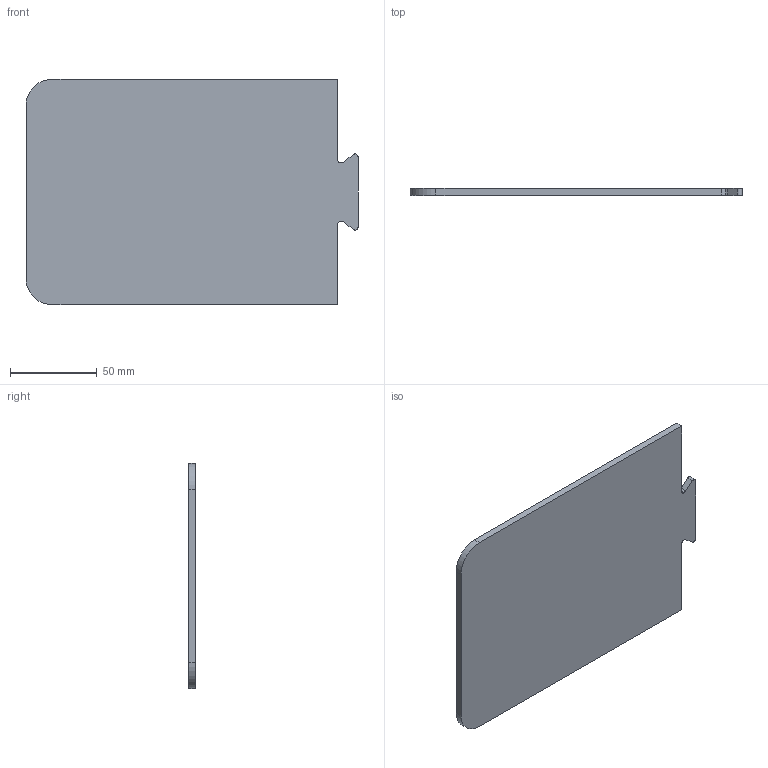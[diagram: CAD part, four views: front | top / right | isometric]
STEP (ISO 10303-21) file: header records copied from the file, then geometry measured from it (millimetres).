
FILE_DESCRIPTION (( 'STEP AP214' ), '1' );
FILE_NAME ('CoverPlate_R.STEP', '2025-08-22T09:02:38', ( '' ), ( '' ), 'SwSTEP 2.0', 'SolidWorks 2024', '' );
FILE_SCHEMA (( 'AUTOMOTIVE_DESIGN' ));
Length unit declared in the file: millimetre
Products named in the file (1): CoverPlate_R
Bounding box: 191.7 x 4 x 130 mm (x, y, z)
Volume: 94497.7 mm3; surface area: 50705.8 mm2
Topology: 1 solids, 1 shells, 105 faces, 222 edges, 148 vertices
Faces by surface type: cylinder 66, plane 39
Entity records: 2911 total; most frequent: DIRECTION 566, CARTESIAN_POINT 476, ORIENTED_EDGE 444, AXIS2_PLACEMENT_3D 238, EDGE_CURVE 222, VERTEX_POINT 148, EDGE_LOOP 134, CIRCLE 132
